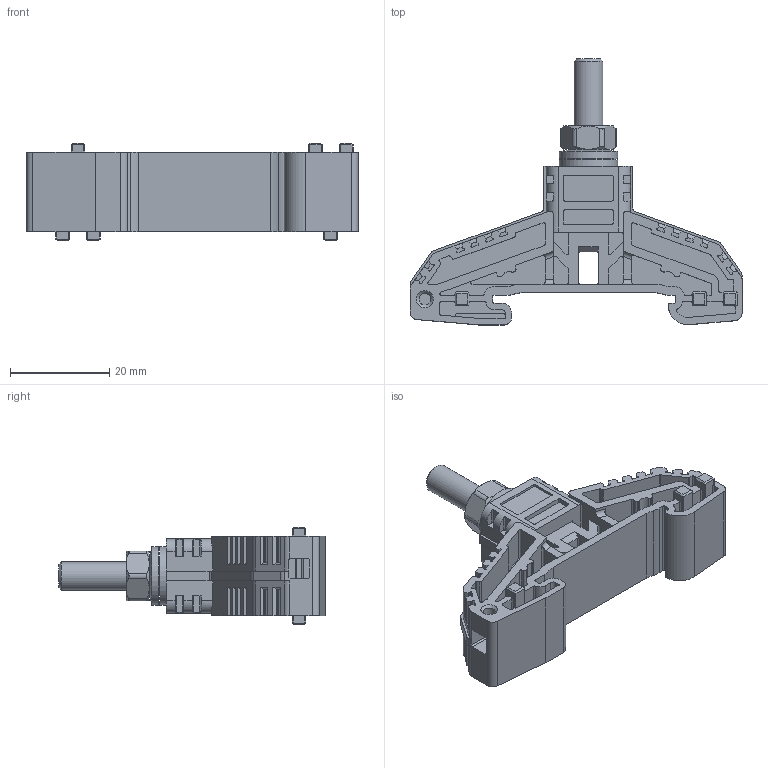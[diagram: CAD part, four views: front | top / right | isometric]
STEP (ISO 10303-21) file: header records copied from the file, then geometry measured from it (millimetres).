
FILE_DESCRIPTION(/* description */ (''),/* implementation_level */ '2;1');
FILE_NAME(/* name */ '17001_HSK35_M6_B_iso.stp',/* time_stamp */ '2011-08-05T12:24:27+02:00',/* author */ (''),/* organization */ (''),/* preprocessor_version */ 'ST-DEVELOPER v11',/* originating_system */ 'SIEMENS UGS NX 6.0',/* authorisation */ '');
FILE_SCHEMA (('CONFIG_CONTROL_DESIGN'));
Length unit declared in the file: millimetre
Products named in the file (4): m6x22_ero; u6_spannscheibe; hsk_35_m6_iso; 17001_HSK35_M6_B_iso
Assembly tree (3 placements, depth 3):
  17001_HSK35_M6_B_iso
    hsk_35_m6_iso
      m6x22_ero
    u6_spannscheibe
Bounding box: 67 x 53.7 x 19.6 mm (x, y, z)
Volume: 12769 mm3; surface area: 13106.5 mm2
Topology: 5 solids, 5 shells, 1007 faces, 2871 edges, 1879 vertices
Faces by surface type: plane 591, cylinder 380, cone 20, torus 16
Full cylindrical faces by diameter (mm): 2.4 x1, 5 x1, 5.795 x1, 6.5 x2, 9 x1, 11.8 x2
Entity records: 34174 total; most frequent: CARTESIAN_POINT 7101, ORIENTED_EDGE 5698, DIRECTION 5539, EDGE_CURVE 2849, LINE 1941, VECTOR 1941, VERTEX_POINT 1873, AXIS2_PLACEMENT_3D 1799
